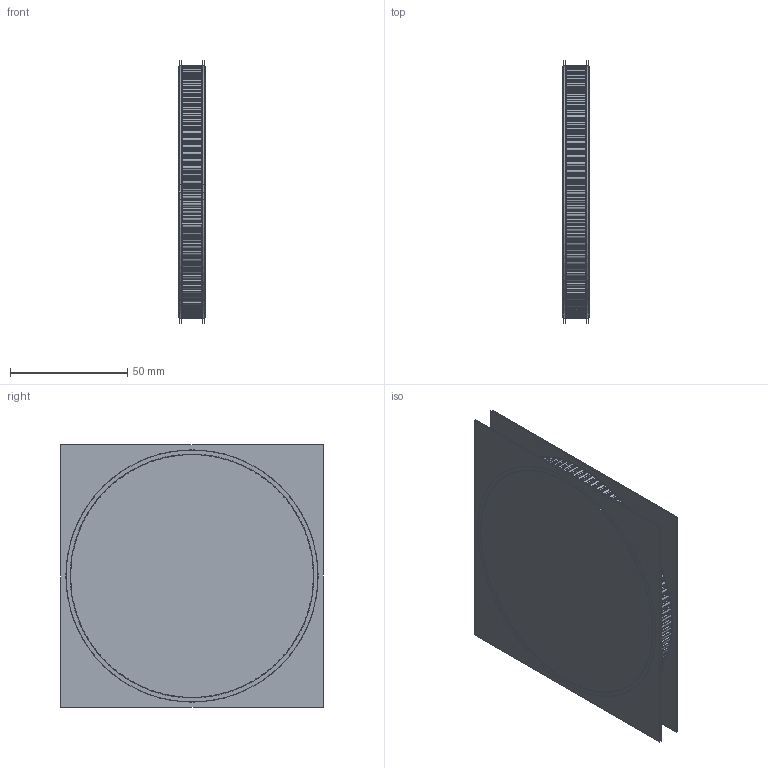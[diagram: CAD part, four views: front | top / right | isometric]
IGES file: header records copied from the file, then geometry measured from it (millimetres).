
Start section:  PTC IGES file: fe508z.igs
Global section: file name: fe508z.igs; native system: Creo Parametric by Parametric Technology Corporation; preprocessor: 2013150; author: sales 4; organization: Unknown; date: 20140324.142313; units: millimetre
Bounding box: 11.44 x 112.11 x 112.11 mm (x, y, z)
Volume: 7043.5 mm3; surface area: 301605.1 mm2
Topology: 107 solids, 107 shells, 6882 faces, 37636 edges, 48284 vertices
Faces by surface type: revolution 4248, bspline 2634
